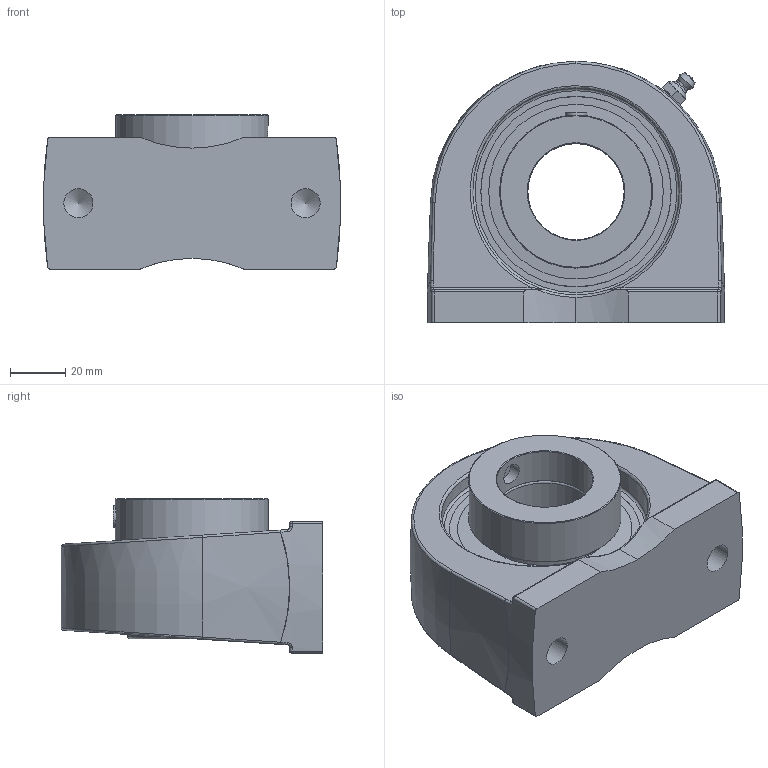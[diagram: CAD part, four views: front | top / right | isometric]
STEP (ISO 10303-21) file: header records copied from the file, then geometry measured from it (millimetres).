
FILE_DESCRIPTION(('HOOPS Exchange Step'),'2;1');
FILE_NAME('export-97ED067D-537F-4919-8C4E-517926236B68.stp','2019-12-13T14:52:14-08:00',('ibuslach'),('Alibre'),'HOOPS Exchange 2019.2','Alibre','Unknown authorisation');
FILE_SCHEMA( ('AP242_MANAGED_MODEL_BASED_3D_ENGINEERING_MIM_LF {1 0 10303 442 1 1 4 }') );
Length unit declared in the file: centimetre
Products named in the file (8): MRN SPA 207; UCP ZERK 6mm; SHC 207-23 SHIELD; SHC 207 SS; SHC 207 COLLAR; SHC 207 RACE; MRN SHC 207; MRN SHCPA 207
Assembly tree (7 placements, depth 3):
  MRN SHCPA 207
    MRN SPA 207
    UCP ZERK 6mm
    MRN SHC 207
      SHC 207-23 SHIELD
      SHC 207 SS
      SHC 207 COLLAR
      SHC 207 RACE
Bounding box: 108 x 95 x 56.16 mm (x, y, z)
Volume: 254897.2 mm3; surface area: 75603.7 mm2
Topology: 20 solids, 20 shells, 214 faces, 557 edges, 352 vertices
Faces by surface type: cylinder 59, plane 51, bspline 30, sphere 28, cone 24, torus 22
Full cylindrical faces by diameter (mm): 1.755 x2, 6 x2, 7.925 x1, 7.938 x2, 10.592 x2, 35 x2, 44.196 x2, 46.736 x4, 47.752 x2, 55.6 x1, 62.484 x2, 63.5 x4, 75.166 x2
Entity records: 13671 total; most frequent: CARTESIAN_POINT 8443, DIRECTION 1068, ORIENTED_EDGE 1038, EDGE_CURVE 519, AXIS2_PLACEMENT_3D 462, VERTEX_POINT 352, CIRCLE 241, EDGE_LOOP 241
